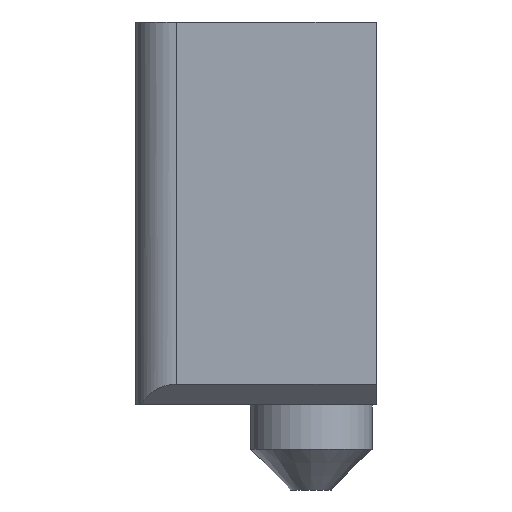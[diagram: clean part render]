
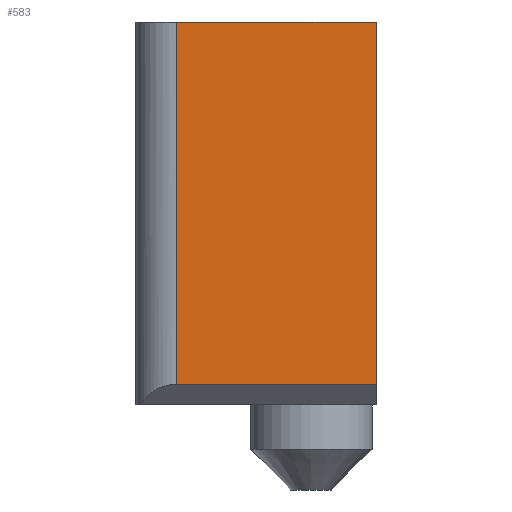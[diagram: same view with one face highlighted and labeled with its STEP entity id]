
A CAD part, left-side view. The second image highlights one B-rep face of the part: STEP entity #583.
In plain terms, the highlighted planar face has unit normal (-1, 0, 0).
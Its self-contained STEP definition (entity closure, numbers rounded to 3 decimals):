
#53=FACE_OUTER_BOUND('',#88,.T.);
#88=EDGE_LOOP('',(#422,#423,#424,#425));
#121=LINE('',#857,#187);
#130=LINE('',#888,#196);
#133=LINE('',#896,#199);
#134=LINE('',#898,#200);
#187=VECTOR('',#685,10.);
#196=VECTOR('',#718,10.);
#199=VECTOR('',#727,10.);
#200=VECTOR('',#730,10.);
#253=VERTEX_POINT('',#854);
#254=VERTEX_POINT('',#856);
#262=VERTEX_POINT('',#884);
#264=VERTEX_POINT('',#887);
#308=EDGE_CURVE('',#254,#253,#121,.F.);
#322=EDGE_CURVE('',#262,#264,#130,.T.);
#327=EDGE_CURVE('',#254,#262,#133,.T.);
#328=EDGE_CURVE('',#253,#264,#134,.T.);
#422=ORIENTED_EDGE('',*,*,#327,.F.);
#423=ORIENTED_EDGE('',*,*,#308,.T.);
#424=ORIENTED_EDGE('',*,*,#328,.T.);
#425=ORIENTED_EDGE('',*,*,#322,.F.);
#553=PLANE('',#639);
#583=ADVANCED_FACE('',(#53),#553,.F.);
#639=AXIS2_PLACEMENT_3D('',#897,#728,#729);
#685=DIRECTION('',(0.,0.,-1.));
#718=DIRECTION('',(0.,0.,1.));
#727=DIRECTION('',(0.,1.,0.));
#728=DIRECTION('center_axis',(1.,0.,0.));
#729=DIRECTION('ref_axis',(0.,1.,0.));
#730=DIRECTION('',(0.,1.,0.));
#854=CARTESIAN_POINT('',(5.836,24.35,12.52));
#856=CARTESIAN_POINT('',(5.836,24.35,3.62));
#857=CARTESIAN_POINT('',(5.836,24.35,7.495));
#884=CARTESIAN_POINT('',(5.836,29.259,3.62));
#887=CARTESIAN_POINT('',(5.836,29.259,12.52));
#888=CARTESIAN_POINT('',(5.836,29.259,10.52));
#896=CARTESIAN_POINT('',(5.836,15.992,3.62));
#897=CARTESIAN_POINT('Origin',(5.836,6.648,10.52));
#898=CARTESIAN_POINT('',(5.836,30.259,12.52));
